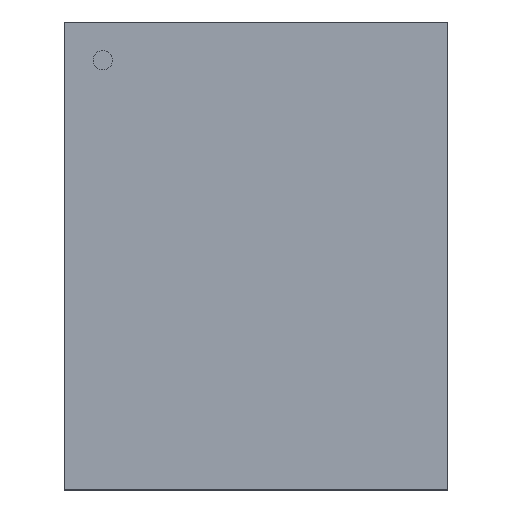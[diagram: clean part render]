
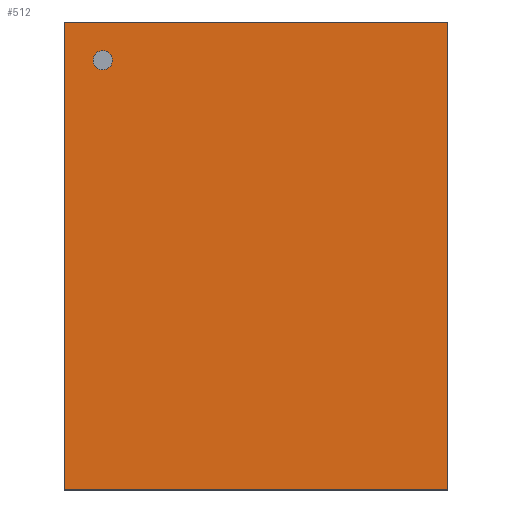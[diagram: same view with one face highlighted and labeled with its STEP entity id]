
A CAD part, top view. The second image highlights one B-rep face of the part: STEP entity #512.
In plain terms, the highlighted planar face has unit normal (0, 0, 1).
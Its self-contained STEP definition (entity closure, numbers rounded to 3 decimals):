
#99 = VERTEX_POINT ( 'NONE', #350 ) ;
#152 = EDGE_LOOP ( 'NONE', ( #301, #325, #685, #395 ) ) ;
#205 = CARTESIAN_POINT ( 'NONE',  ( -0.686, -0.838, 0.559 ) ) ;
#239 = EDGE_CURVE ( 'NONE', #453, #743, #317, .T. ) ;
#243 = PLANE ( 'NONE',  #841 ) ;
#277 = LINE ( 'NONE', #951, #901 ) ;
#298 = DIRECTION ( 'NONE',  ( 0., 1., 0. ) ) ;
#301 = ORIENTED_EDGE ( 'NONE', *, *, #831, .T. ) ;
#312 = DIRECTION ( 'NONE',  ( 1., 0., 0. ) ) ;
#317 = LINE ( 'NONE', #542, #787 ) ;
#325 = ORIENTED_EDGE ( 'NONE', *, *, #540, .T. ) ;
#332 = CARTESIAN_POINT ( 'NONE',  ( -0.686, -0.838, 0.559 ) ) ;
#336 = VECTOR ( 'NONE', #771, 1000. ) ;
#350 = CARTESIAN_POINT ( 'NONE',  ( 0.686, -0.838, 0.559 ) ) ;
#395 = ORIENTED_EDGE ( 'NONE', *, *, #239, .T. ) ;
#444 = LINE ( 'NONE', #578, #683 ) ;
#453 = VERTEX_POINT ( 'NONE', #727 ) ;
#512 = ADVANCED_FACE ( 'NONE', ( #751 ), #243, .T. ) ;
#540 = EDGE_CURVE ( 'NONE', #99, #825, #277, .T. ) ;
#542 = CARTESIAN_POINT ( 'NONE',  ( -0.686, 0.838, 0.559 ) ) ;
#578 = CARTESIAN_POINT ( 'NONE',  ( 0.686, 0.838, 0.559 ) ) ;
#683 = VECTOR ( 'NONE', #855, 1000. ) ;
#685 = ORIENTED_EDGE ( 'NONE', *, *, #837, .T. ) ;
#689 = CARTESIAN_POINT ( 'NONE',  ( -0.686, -0.838, 0.559 ) ) ;
#692 = CARTESIAN_POINT ( 'NONE',  ( 0.686, 0.838, 0.559 ) ) ;
#727 = CARTESIAN_POINT ( 'NONE',  ( -0.686, 0.838, 0.559 ) ) ;
#743 = VERTEX_POINT ( 'NONE', #205 ) ;
#746 = LINE ( 'NONE', #332, #336 ) ;
#751 = FACE_OUTER_BOUND ( 'NONE', #152, .T. ) ;
#771 = DIRECTION ( 'NONE',  ( 1., 0., 0. ) ) ;
#787 = VECTOR ( 'NONE', #823, 1000. ) ;
#823 = DIRECTION ( 'NONE',  ( 0., -1., 0. ) ) ;
#825 = VERTEX_POINT ( 'NONE', #692 ) ;
#831 = EDGE_CURVE ( 'NONE', #743, #99, #746, .T. ) ;
#837 = EDGE_CURVE ( 'NONE', #825, #453, #444, .T. ) ;
#841 = AXIS2_PLACEMENT_3D ( 'NONE', #689, #891, #312 ) ;
#855 = DIRECTION ( 'NONE',  ( -1., 0., 0. ) ) ;
#891 = DIRECTION ( 'NONE',  ( 0., 0., 1. ) ) ;
#901 = VECTOR ( 'NONE', #298, 1000. ) ;
#951 = CARTESIAN_POINT ( 'NONE',  ( 0.686, -0.838, 0.559 ) ) ;
